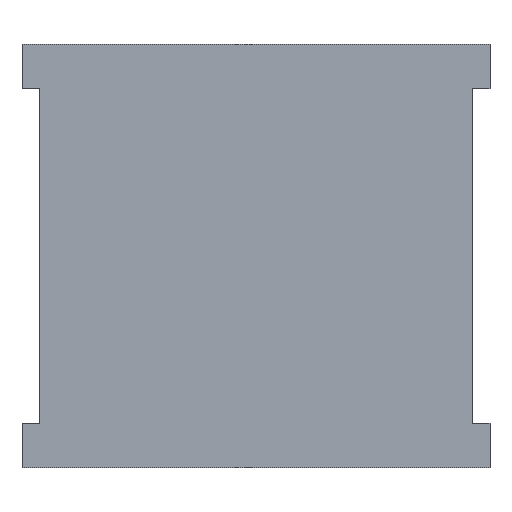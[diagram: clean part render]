
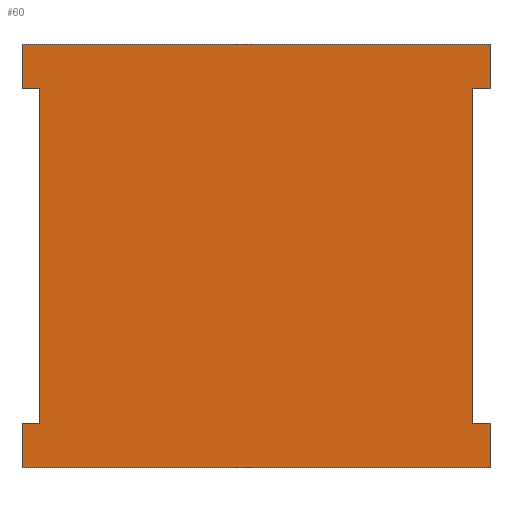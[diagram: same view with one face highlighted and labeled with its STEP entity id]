
A CAD part, front view. The second image highlights one B-rep face of the part: STEP entity #60.
In plain terms, the highlighted planar face has unit normal (0, -1, 0).
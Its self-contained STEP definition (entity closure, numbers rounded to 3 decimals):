
#60=ADVANCED_FACE('NONE',(#127),#128,.T.);
#127=FACE_OUTER_BOUND('',#233,.T.);
#128=PLANE('',#234);
#233=EDGE_LOOP('',(#690,#691,#692,#693,#694,#695,#696,#697,#698,#699,#700,#701));
#234=AXIS2_PLACEMENT_3D('',#702,#703,#704);
#690=ORIENTED_EDGE('',*,*,#1026,.T.);
#691=ORIENTED_EDGE('',*,*,#1027,.T.);
#692=ORIENTED_EDGE('',*,*,#1028,.T.);
#693=ORIENTED_EDGE('',*,*,#1029,.F.);
#694=ORIENTED_EDGE('',*,*,#1030,.F.);
#695=ORIENTED_EDGE('',*,*,#1011,.F.);
#696=ORIENTED_EDGE('',*,*,#1025,.F.);
#697=ORIENTED_EDGE('',*,*,#1016,.F.);
#698=ORIENTED_EDGE('',*,*,#1031,.F.);
#699=ORIENTED_EDGE('',*,*,#1032,.T.);
#700=ORIENTED_EDGE('',*,*,#1033,.T.);
#701=ORIENTED_EDGE('',*,*,#1034,.T.);
#702=CARTESIAN_POINT('',(0.0,-10.5,9.5));
#703=DIRECTION('',(0.0,-1.0,0.0));
#704=DIRECTION('',(0.0,0.0,-1.0));
#1011=EDGE_CURVE('NONE',#1178,#1180,#1181,.T.);
#1016=EDGE_CURVE('NONE',#1187,#1189,#1190,.T.);
#1025=EDGE_CURVE('NONE',#1189,#1178,#1202,.T.);
#1026=EDGE_CURVE('NONE',#1203,#1204,#1205,.T.);
#1027=EDGE_CURVE('NONE',#1204,#1206,#1207,.T.);
#1028=EDGE_CURVE('NONE',#1206,#1208,#1209,.T.);
#1029=EDGE_CURVE('NONE',#1210,#1208,#1211,.T.);
#1030=EDGE_CURVE('NONE',#1180,#1210,#1212,.T.);
#1031=EDGE_CURVE('NONE',#1213,#1187,#1214,.T.);
#1032=EDGE_CURVE('NONE',#1213,#1215,#1216,.T.);
#1033=EDGE_CURVE('NONE',#1215,#1217,#1218,.T.);
#1034=EDGE_CURVE('NONE',#1217,#1203,#1219,.T.);
#1178=VERTEX_POINT('NONE',#1434);
#1180=VERTEX_POINT('NONE',#1437);
#1181=LINE('',#1438,#1439);
#1187=VERTEX_POINT('NONE',#1448);
#1189=VERTEX_POINT('NONE',#1451);
#1190=LINE('',#1452,#1453);
#1202=LINE('',#1472,#1473);
#1203=VERTEX_POINT('NONE',#1474);
#1204=VERTEX_POINT('NONE',#1475);
#1205=LINE('',#1476,#1477);
#1206=VERTEX_POINT('NONE',#1478);
#1207=LINE('',#1479,#1480);
#1208=VERTEX_POINT('NONE',#1481);
#1209=LINE('',#1482,#1483);
#1210=VERTEX_POINT('NONE',#1484);
#1211=LINE('',#1485,#1486);
#1212=LINE('',#1487,#1488);
#1213=VERTEX_POINT('NONE',#1489);
#1214=LINE('',#1490,#1491);
#1215=VERTEX_POINT('NONE',#1492);
#1216=LINE('',#1493,#1494);
#1217=VERTEX_POINT('NONE',#1495);
#1218=LINE('',#1496,#1497);
#1219=LINE('',#1498,#1499);
#1434=CARTESIAN_POINT('',(20.2,-10.5,-7.5));
#1437=CARTESIAN_POINT('',(21.0,-10.5,-7.5));
#1438=CARTESIAN_POINT('',(21.0,-10.5,-7.5));
#1439=VECTOR('',#1971,1000.0);
#1448=CARTESIAN_POINT('',(21.0,-10.5,7.5));
#1451=CARTESIAN_POINT('',(20.2,-10.5,7.5));
#1452=CARTESIAN_POINT('',(19.7,-10.5,7.5));
#1453=VECTOR('',#1976,1000.0);
#1472=CARTESIAN_POINT('',(20.2,-10.5,1.75));
#1473=VECTOR('',#1987,1000.0);
#1474=CARTESIAN_POINT('',(0.8,-10.5,7.5));
#1475=CARTESIAN_POINT('',(0.8,-10.5,-7.5));
#1476=CARTESIAN_POINT('',(0.8,-10.5,1.75));
#1477=VECTOR('',#1988,1000.0);
#1478=CARTESIAN_POINT('',(0.,-10.5,-7.5));
#1479=CARTESIAN_POINT('',(0.,-10.5,-7.5));
#1480=VECTOR('',#1989,1000.0);
#1481=CARTESIAN_POINT('',(0.0,-10.5,-9.5));
#1482=CARTESIAN_POINT('',(0.0,-10.5,9.5));
#1483=VECTOR('',#1990,1000.0);
#1484=CARTESIAN_POINT('',(21.0,-10.5,-9.5));
#1485=CARTESIAN_POINT('',(0.0,-10.5,-9.5));
#1486=VECTOR('',#1991,1000.0);
#1487=CARTESIAN_POINT('',(21.0,-10.5,9.5));
#1488=VECTOR('',#1992,1000.0);
#1489=CARTESIAN_POINT('',(21.0,-10.5,9.5));
#1490=CARTESIAN_POINT('',(21.0,-10.5,9.5));
#1491=VECTOR('',#1993,1000.0);
#1492=CARTESIAN_POINT('',(0.0,-10.5,9.5));
#1493=CARTESIAN_POINT('',(0.0,-10.5,9.5));
#1494=VECTOR('',#1994,1000.0);
#1495=CARTESIAN_POINT('',(0.,-10.5,7.5));
#1496=CARTESIAN_POINT('',(0.0,-10.5,9.5));
#1497=VECTOR('',#1995,1000.0);
#1498=CARTESIAN_POINT('',(1.3,-10.5,7.5));
#1499=VECTOR('',#1996,1000.0);
#1971=DIRECTION('',(1.0,0.,0.));
#1976=DIRECTION('',(-1.0,0.,0.));
#1987=DIRECTION('',(0.,0.,-1.0));
#1988=DIRECTION('',(0.,0.0,-1.0));
#1989=DIRECTION('',(-1.0,0.0,0.));
#1990=DIRECTION('',(-0.0,-0.0,-1.0));
#1991=DIRECTION('',(-1.0,0.0,-0.0));
#1992=DIRECTION('',(-0.0,-0.0,-1.0));
#1993=DIRECTION('',(-0.0,-0.0,-1.0));
#1994=DIRECTION('',(-1.0,0.0,-0.0));
#1995=DIRECTION('',(-0.0,-0.0,-1.0));
#1996=DIRECTION('',(1.0,0.0,0.));
